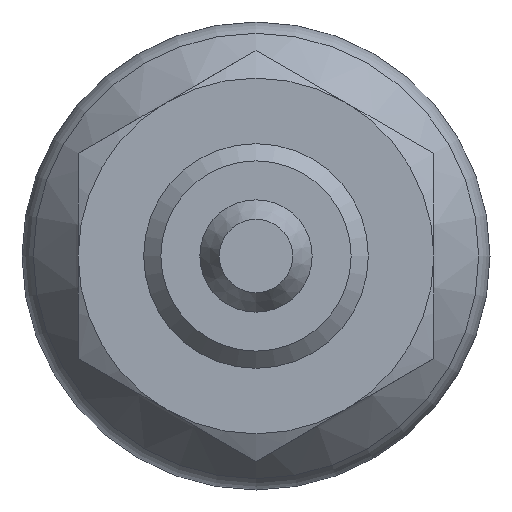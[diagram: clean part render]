
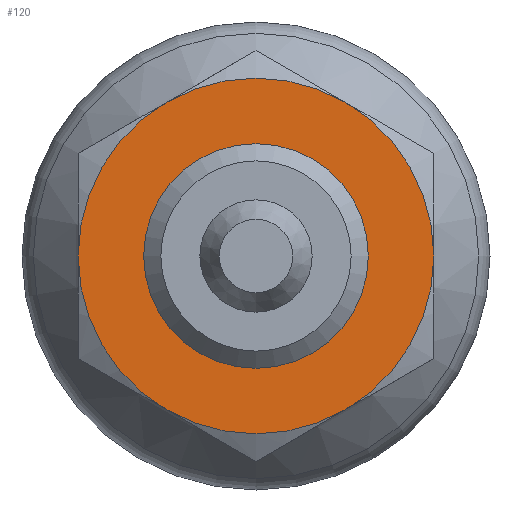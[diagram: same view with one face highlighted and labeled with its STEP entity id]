
A CAD part, front view. The second image highlights one B-rep face of the part: STEP entity #120.
In plain terms, the highlighted planar face has unit normal (0, -1, 0).
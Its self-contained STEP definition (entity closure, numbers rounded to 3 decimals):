
#120 = ADVANCED_FACE( '', ( #263, #264 ), #265, .F. );
#263 = FACE_BOUND( '', #425, .T. );
#264 = FACE_OUTER_BOUND( '', #426, .T. );
#265 = PLANE( '', #427 );
#425 = EDGE_LOOP( '', ( #692 ) );
#426 = EDGE_LOOP( '', ( #693, #694, #695, #696, #697, #698 ) );
#427 = AXIS2_PLACEMENT_3D( '', #699, #700, #701 );
#692 = ORIENTED_EDGE( '', *, *, #901, .F. );
#693 = ORIENTED_EDGE( '', *, *, #954, .T. );
#694 = ORIENTED_EDGE( '', *, *, #876, .T. );
#695 = ORIENTED_EDGE( '', *, *, #955, .T. );
#696 = ORIENTED_EDGE( '', *, *, #947, .T. );
#697 = ORIENTED_EDGE( '', *, *, #951, .T. );
#698 = ORIENTED_EDGE( '', *, *, #881, .T. );
#699 = CARTESIAN_POINT( '', ( 9.5, -17., 0. ) );
#700 = DIRECTION( '', ( 0., 1., 0. ) );
#701 = DIRECTION( '', ( 0., 0., 1. ) );
#876 = EDGE_CURVE( '', #1023, #1025, #1027, .T. );
#881 = EDGE_CURVE( '', #1035, #1032, #1036, .T. );
#901 = EDGE_CURVE( '', #1066, #1066, #1067, .F. );
#947 = EDGE_CURVE( '', #1111, #1135, #1137, .T. );
#951 = EDGE_CURVE( '', #1135, #1035, #1142, .T. );
#954 = EDGE_CURVE( '', #1032, #1023, #1145, .T. );
#955 = EDGE_CURVE( '', #1025, #1111, #1146, .T. );
#1023 = VERTEX_POINT( '', #1235 );
#1025 = VERTEX_POINT( '', #1242 );
#1027 = CIRCLE( '', #1251, 9.5 );
#1032 = VERTEX_POINT( '', #1256 );
#1035 = VERTEX_POINT( '', #1266 );
#1036 = CIRCLE( '', #1267, 9.5 );
#1066 = VERTEX_POINT( '', #1349 );
#1067 = CIRCLE( '', #1350, 6. );
#1111 = VERTEX_POINT( '', #1424 );
#1135 = VERTEX_POINT( '', #1466 );
#1137 = CIRCLE( '', #1473, 9.5 );
#1142 = CIRCLE( '', #1478, 9.5 );
#1145 = CIRCLE( '', #1486, 9.5 );
#1146 = CIRCLE( '', #1487, 9.5 );
#1235 = CARTESIAN_POINT( '', ( 9.5, -17., 0. ) );
#1242 = CARTESIAN_POINT( '', ( 4.75, -17., 8.227 ) );
#1251 = AXIS2_PLACEMENT_3D( '', #1568, #1569, #1570 );
#1256 = CARTESIAN_POINT( '', ( 4.75, -17., -8.227 ) );
#1266 = CARTESIAN_POINT( '', ( -4.75, -17., -8.227 ) );
#1267 = AXIS2_PLACEMENT_3D( '', #1574, #1575, #1576 );
#1349 = CARTESIAN_POINT( '', ( 0., -17., 6. ) );
#1350 = AXIS2_PLACEMENT_3D( '', #1587, #1588, #1589 );
#1424 = CARTESIAN_POINT( '', ( -4.75, -17., 8.227 ) );
#1466 = CARTESIAN_POINT( '', ( -9.5, -17., 0. ) );
#1473 = AXIS2_PLACEMENT_3D( '', #1643, #1644, #1645 );
#1478 = AXIS2_PLACEMENT_3D( '', #1649, #1650, #1651 );
#1486 = AXIS2_PLACEMENT_3D( '', #1652, #1653, #1654 );
#1487 = AXIS2_PLACEMENT_3D( '', #1655, #1656, #1657 );
#1568 = CARTESIAN_POINT( '', ( 0., -17., 0. ) );
#1569 = DIRECTION( '', ( 0., -1., 0. ) );
#1570 = DIRECTION( '', ( 0., 0., -1. ) );
#1574 = CARTESIAN_POINT( '', ( 0., -17., 0. ) );
#1575 = DIRECTION( '', ( 0., -1., 0. ) );
#1576 = DIRECTION( '', ( 0., 0., -1. ) );
#1587 = CARTESIAN_POINT( '', ( 0., -17., 0. ) );
#1588 = DIRECTION( '', ( 0., 1., 0. ) );
#1589 = DIRECTION( '', ( 0., 0., 1. ) );
#1643 = CARTESIAN_POINT( '', ( 0., -17., 0. ) );
#1644 = DIRECTION( '', ( 0., -1., 0. ) );
#1645 = DIRECTION( '', ( 0., 0., -1. ) );
#1649 = CARTESIAN_POINT( '', ( 0., -17., 0. ) );
#1650 = DIRECTION( '', ( 0., -1., 0. ) );
#1651 = DIRECTION( '', ( 0., 0., -1. ) );
#1652 = CARTESIAN_POINT( '', ( 0., -17., 0. ) );
#1653 = DIRECTION( '', ( 0., -1., 0. ) );
#1654 = DIRECTION( '', ( 0., 0., -1. ) );
#1655 = CARTESIAN_POINT( '', ( 0., -17., 0. ) );
#1656 = DIRECTION( '', ( 0., -1., 0. ) );
#1657 = DIRECTION( '', ( 0., 0., -1. ) );
